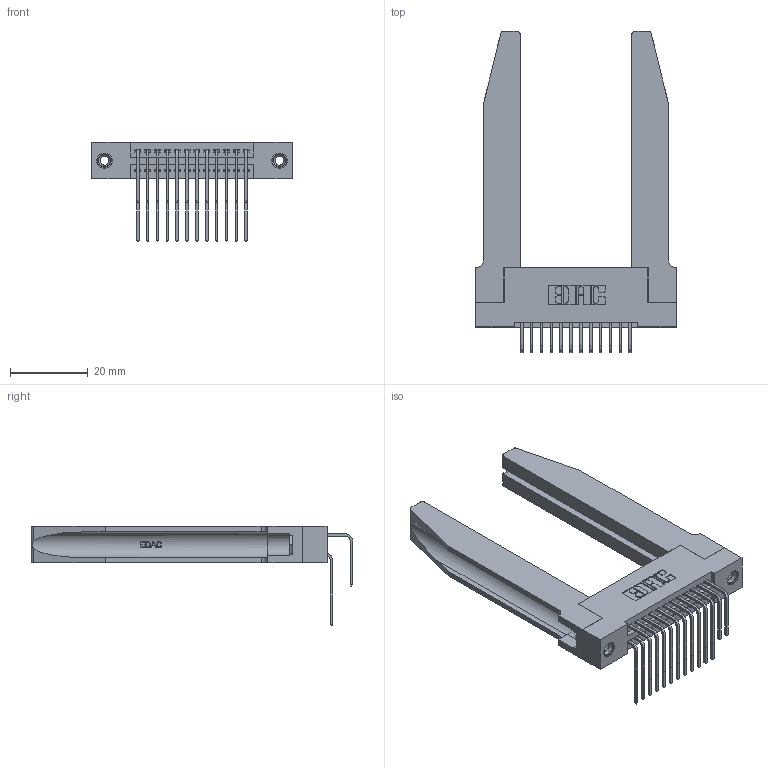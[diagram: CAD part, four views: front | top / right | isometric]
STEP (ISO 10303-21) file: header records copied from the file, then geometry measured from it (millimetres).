
FILE_DESCRIPTION (( 'STEP AP203' ), '1' );
FILE_NAME ('345-024-558-278.STEP', '2019-10-27T17:49:46', ( '' ), ( '' ), 'SwSTEP 2.0', 'SolidWorks 2016', '' );
FILE_SCHEMA (( 'CONFIG_CONTROL_DESIGN' ));
Length unit declared in the file: inch
Products named in the file (6): 345-024-558-278; 345 Part_Flush Mounting Lugs - 0.156 Dia-TH; 345-220-078_345-220-078; 345-250-001_345-250-001-102; 345-292-001_558 Tail - 2; 345-292-001_558 559 Tail - 1
Assembly tree (29 placements, depth 2):
  345-024-558-278
    345 Part_Flush Mounting Lugs - 0.156 Dia-TH
    345-292-001_558 559 Tail - 1  x12
    345-292-001_558 Tail - 2  x12
    345-250-001_345-250-001-102  x2
    345-220-078_345-220-078  x2
Bounding box: 51.71 x 82.79 x 25.53 mm (x, y, z)
Volume: 12654 mm3; surface area: 14127.2 mm2
Topology: 29 solids, 29 shells, 1608 faces, 4669 edges, 3070 vertices
Faces by surface type: plane 1062, cylinder 494, bspline 36, cone 12, torus 4
Entity records: 19846 total; most frequent: CARTESIAN_POINT 4318, ORIENTED_EDGE 3098, DIRECTION 2811, EDGE_CURVE 1549, LINE 1235, VECTOR 1235, VERTEX_POINT 1024, AXIS2_PLACEMENT_3D 788
